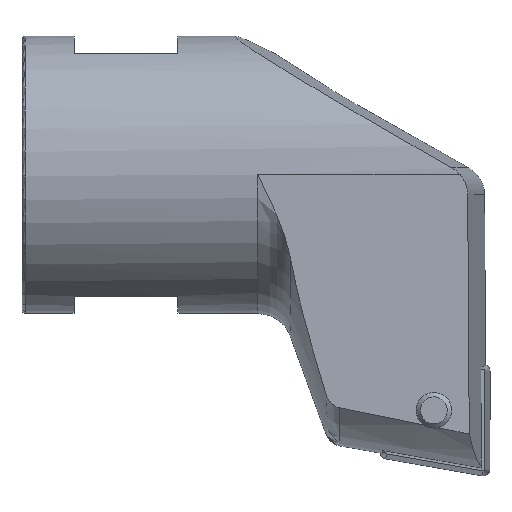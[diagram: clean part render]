
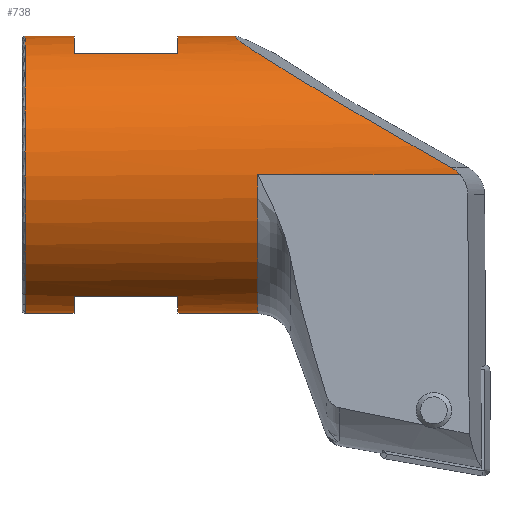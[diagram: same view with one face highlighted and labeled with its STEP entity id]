
A CAD part, front view. The second image highlights one B-rep face of the part: STEP entity #738.
In plain terms, the highlighted cylindrical face has radius 8 mm (diameter 16 mm), a full revolution.
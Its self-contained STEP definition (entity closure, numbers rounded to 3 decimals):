
#29 = FACE_BOUND ( 'NONE', #884, .T. ) ;
#34 = ORIENTED_EDGE ( 'NONE', *, *, #3213, .T. ) ;
#81 = EDGE_CURVE ( 'NONE', #727, #345, #1179, .T. ) ;
#145 = CARTESIAN_POINT ( 'NONE',  ( -24., -3.873, 10.375 ) ) ;
#160 = ORIENTED_EDGE ( 'NONE', *, *, #241, .T. ) ;
#241 = EDGE_CURVE ( 'NONE', #2923, #1905, #1582, .T. ) ;
#244 = EDGE_CURVE ( 'NONE', #2081, #1076, #2298, .T. ) ;
#319 = CARTESIAN_POINT ( 'NONE',  ( -18.786, -1.912, 27.558 ) ) ;
#335 = ORIENTED_EDGE ( 'NONE', *, *, #2118, .F. ) ;
#345 = VERTEX_POINT ( 'NONE', #1307 ) ;
#372 = CIRCLE ( 'NONE', #1856, 8. ) ;
#406 = VERTEX_POINT ( 'NONE', #1031 ) ;
#428 = DIRECTION ( 'NONE',  ( 0., 0., 1. ) ) ;
#505 = VECTOR ( 'NONE', #2019, 1000. ) ;
#522 = AXIS2_PLACEMENT_3D ( 'NONE', #616, #1891, #2866 ) ;
#537 = EDGE_CURVE ( 'NONE', #1449, #1556, #1033, .T. ) ;
#605 = CARTESIAN_POINT ( 'NONE',  ( -12.456, 3.856, 24.384 ) ) ;
#613 = LINE ( 'NONE', #1586, #1336 ) ;
#616 = CARTESIAN_POINT ( 'NONE',  ( -26.8, 0., 17.375 ) ) ;
#670 = FACE_BOUND ( 'NONE', #2078, .T. ) ;
#713 = CARTESIAN_POINT ( 'NONE',  ( -28.597, -3.873, 10.375 ) ) ;
#721 = VERTEX_POINT ( 'NONE', #3033 ) ;
#727 = VERTEX_POINT ( 'NONE', #1143 ) ;
#728 = EDGE_CURVE ( 'NONE', #956, #956, #3238, .T. ) ;
#738 = ADVANCED_FACE ( 'NONE', ( #2483, #1037, #29, #670 ), #2761, .T. ) ;
#747 = CARTESIAN_POINT ( 'NONE',  ( -28.597, 3.873, 10.375 ) ) ;
#797 = EDGE_LOOP ( 'NONE', ( #1992 ) ) ;
#833 = CARTESIAN_POINT ( 'NONE',  ( -28.597, -3.873, 24.375 ) ) ;
#848 = CARTESIAN_POINT ( 'NONE',  ( -18., 3.873, 10.375 ) ) ;
#851 = CARTESIAN_POINT ( 'NONE',  ( -2.204, -7.99, 17.774 ) ) ;
#860 = VECTOR ( 'NONE', #941, 1000. ) ;
#884 = EDGE_LOOP ( 'NONE', ( #1015, #3120, #1234, #1629 ) ) ;
#885 = EDGE_CURVE ( 'NONE', #2762, #2080, #1823, .T. ) ;
#895 = LINE ( 'NONE', #833, #3143 ) ;
#902 = ORIENTED_EDGE ( 'NONE', *, *, #2804, .F. ) ;
#923 = CARTESIAN_POINT ( 'NONE',  ( -1.858, -8., 17.536 ) ) ;
#941 = DIRECTION ( 'NONE',  ( -1., 0., 0. ) ) ;
#956 = VERTEX_POINT ( 'NONE', #2090 ) ;
#1015 = ORIENTED_EDGE ( 'NONE', *, *, #885, .T. ) ;
#1024 = CARTESIAN_POINT ( 'NONE',  ( -24., 3.873, 24.375 ) ) ;
#1031 = CARTESIAN_POINT ( 'NONE',  ( -18., -3.873, 24.375 ) ) ;
#1033 = CIRCLE ( 'NONE', #3241, 8. ) ;
#1037 = FACE_OUTER_BOUND ( 'NONE', #2339, .T. ) ;
#1074 = DIRECTION ( 'NONE',  ( -1., 0., 0. ) ) ;
#1076 = VERTEX_POINT ( 'NONE', #1688 ) ;
#1143 = CARTESIAN_POINT ( 'NONE',  ( -1.719, -8., 17.375 ) ) ;
#1152 = VERTEX_POINT ( 'NONE', #2015 ) ;
#1179 = B_SPLINE_CURVE_WITH_KNOTS ( 'NONE', 3,
 ( #1913, #923, #1890, #2394 ),
 .UNSPECIFIED., .F., .F.,
 ( 4, 4 ),
 ( 0., 0.001 ),
 .UNSPECIFIED. ) ;
#1234 = ORIENTED_EDGE ( 'NONE', *, *, #244, .T. ) ;
#1242 = DIRECTION ( 'NONE',  ( 1., 0., 0. ) ) ;
#1247 = DIRECTION ( 'NONE',  ( -1., 0., 0. ) ) ;
#1254 = DIRECTION ( 'NONE',  ( 0., 0., -1. ) ) ;
#1261 = CARTESIAN_POINT ( 'NONE',  ( -12.456, 3.856, 24.384 ) ) ;
#1297 = EDGE_CURVE ( 'NONE', #2080, #2081, #3273, .T. ) ;
#1307 = CARTESIAN_POINT ( 'NONE',  ( -2.204, -7.99, 17.774 ) ) ;
#1312 = CARTESIAN_POINT ( 'NONE',  ( -24., 0., 17.375 ) ) ;
#1335 = CARTESIAN_POINT ( 'NONE',  ( -13.81, -7.662, 24.35 ) ) ;
#1336 = VECTOR ( 'NONE', #2364, 1000. ) ;
#1449 = VERTEX_POINT ( 'NONE', #1024 ) ;
#1504 = CARTESIAN_POINT ( 'NONE',  ( -13.4, 0., 17.375 ) ) ;
#1527 = CARTESIAN_POINT ( 'NONE',  ( -18.558, 9.958, 14.844 ) ) ;
#1556 = VERTEX_POINT ( 'NONE', #2282 ) ;
#1565 = AXIS2_PLACEMENT_3D ( 'NONE', #1955, #2206, #428 ) ;
#1582 =( BOUNDED_CURVE ( )  B_SPLINE_CURVE ( 3, ( #1261, #3256, #1527, #2754 ),
 .UNSPECIFIED., .F., .F. ) 
 B_SPLINE_CURVE_WITH_KNOTS ( ( 4, 4 ),
 ( 5.215, 7.21 ),
 .UNSPECIFIED. ) 
 CURVE ( )  GEOMETRIC_REPRESENTATION_ITEM ( )  RATIONAL_B_SPLINE_CURVE ( ( 1., 0.695, 0.695, 1. ) ) 
 REPRESENTATION_ITEM ( '' )  );
#1586 = CARTESIAN_POINT ( 'NONE',  ( -52.034, -8., 17.375 ) ) ;
#1604 = CARTESIAN_POINT ( 'NONE',  ( -18., -3.873, 10.375 ) ) ;
#1629 = ORIENTED_EDGE ( 'NONE', *, *, #3252, .T. ) ;
#1688 = CARTESIAN_POINT ( 'NONE',  ( -24., 3.873, 10.375 ) ) ;
#1701 = ORIENTED_EDGE ( 'NONE', *, *, #2856, .F. ) ;
#1724 = DIRECTION ( 'NONE',  ( 1., 0., 0. ) ) ;
#1732 = ORIENTED_EDGE ( 'NONE', *, *, #2848, .F. ) ;
#1798 = CARTESIAN_POINT ( 'NONE',  ( -13.4, 4.8, 10.975 ) ) ;
#1814 = ORIENTED_EDGE ( 'NONE', *, *, #2170, .F. ) ;
#1823 = LINE ( 'NONE', #713, #2027 ) ;
#1856 = AXIS2_PLACEMENT_3D ( 'NONE', #1312, #1074, #2069 ) ;
#1863 = CARTESIAN_POINT ( 'NONE',  ( -12.456, 3.856, 24.384 ) ) ;
#1890 = CARTESIAN_POINT ( 'NONE',  ( -2.019, -7.995, 17.669 ) ) ;
#1891 = DIRECTION ( 'NONE',  ( 1., 0., 0. ) ) ;
#1905 = VERTEX_POINT ( 'NONE', #1798 ) ;
#1913 = CARTESIAN_POINT ( 'NONE',  ( -1.719, -8., 17.375 ) ) ;
#1955 = CARTESIAN_POINT ( 'NONE',  ( -18., 0., 17.375 ) ) ;
#1958 = DIRECTION ( 'NONE',  ( 1., 0., 0. ) ) ;
#1971 = LINE ( 'NONE', #2609, #860 ) ;
#1992 = ORIENTED_EDGE ( 'NONE', *, *, #728, .T. ) ;
#2015 = CARTESIAN_POINT ( 'NONE',  ( -13.4, -8., 17.375 ) ) ;
#2019 = DIRECTION ( 'NONE',  ( -1., 0., 0. ) ) ;
#2027 = VECTOR ( 'NONE', #1724, 1000. ) ;
#2069 = DIRECTION ( 'NONE',  ( 0., 0., 1. ) ) ;
#2078 = EDGE_LOOP ( 'NONE', ( #3103, #902, #335, #1732 ) ) ;
#2080 = VERTEX_POINT ( 'NONE', #1604 ) ;
#2081 = VERTEX_POINT ( 'NONE', #848 ) ;
#2090 = CARTESIAN_POINT ( 'NONE',  ( -26.8, 0., 9.375 ) ) ;
#2118 = EDGE_CURVE ( 'NONE', #406, #721, #3016, .T. ) ;
#2127 = DIRECTION ( 'NONE',  ( 1., 0., 0. ) ) ;
#2144 = ORIENTED_EDGE ( 'NONE', *, *, #81, .T. ) ;
#2170 = EDGE_CURVE ( 'NONE', #727, #1152, #613, .T. ) ;
#2206 = DIRECTION ( 'NONE',  ( -1., 0., 0. ) ) ;
#2254 = CARTESIAN_POINT ( 'NONE',  ( -24., 0., 17.375 ) ) ;
#2282 = CARTESIAN_POINT ( 'NONE',  ( -24., -3.873, 24.375 ) ) ;
#2298 = LINE ( 'NONE', #747, #505 ) ;
#2318 = AXIS2_PLACEMENT_3D ( 'NONE', #2878, #2389, #2816 ) ;
#2339 = EDGE_LOOP ( 'NONE', ( #34, #1814, #2144, #1701, #160 ) ) ;
#2364 = DIRECTION ( 'NONE',  ( -1., 0., 0. ) ) ;
#2389 = DIRECTION ( 'NONE',  ( -1., 0., 0. ) ) ;
#2394 = CARTESIAN_POINT ( 'NONE',  ( -2.204, -7.99, 17.774 ) ) ;
#2450 = DIRECTION ( 'NONE',  ( 0., 0., -1. ) ) ;
#2483 = FACE_OUTER_BOUND ( 'NONE', #797, .T. ) ;
#2609 = CARTESIAN_POINT ( 'NONE',  ( -28.597, 3.873, 24.375 ) ) ;
#2660 = AXIS2_PLACEMENT_3D ( 'NONE', #1504, #1247, #3012 ) ;
#2754 = CARTESIAN_POINT ( 'NONE',  ( -13.4, 4.8, 10.975 ) ) ;
#2761 = CYLINDRICAL_SURFACE ( 'NONE', #2318, 8. ) ;
#2762 = VERTEX_POINT ( 'NONE', #145 ) ;
#2804 = EDGE_CURVE ( 'NONE', #721, #1449, #1971, .T. ) ;
#2816 = DIRECTION ( 'NONE',  ( 0., 0., 1. ) ) ;
#2848 = EDGE_CURVE ( 'NONE', #1556, #406, #895, .T. ) ;
#2856 = EDGE_CURVE ( 'NONE', #2923, #345, #3000, .T. ) ;
#2866 = DIRECTION ( 'NONE',  ( 0., 0., -1. ) ) ;
#2878 = CARTESIAN_POINT ( 'NONE',  ( -28.597, 0., 17.375 ) ) ;
#2923 = VERTEX_POINT ( 'NONE', #1863 ) ;
#2951 = CIRCLE ( 'NONE', #2660, 8. ) ;
#2956 = CARTESIAN_POINT ( 'NONE',  ( -18., 0., 17.375 ) ) ;
#3000 =( BOUNDED_CURVE ( )  B_SPLINE_CURVE ( 3, ( #605, #319, #1335, #851 ),
 .UNSPECIFIED., .F., .F. ) 
 B_SPLINE_CURVE_WITH_KNOTS ( ( 4, 4 ),
 ( 5.711, 7.735 ),
 .UNSPECIFIED. ) 
 CURVE ( )  GEOMETRIC_REPRESENTATION_ITEM ( )  RATIONAL_B_SPLINE_CURVE ( ( 1., 0.687, 0.687, 1. ) ) 
 REPRESENTATION_ITEM ( '' )  );
#3012 = DIRECTION ( 'NONE',  ( 0., 0., 1. ) ) ;
#3016 = CIRCLE ( 'NONE', #1565, 8. ) ;
#3033 = CARTESIAN_POINT ( 'NONE',  ( -18., 3.873, 24.375 ) ) ;
#3103 = ORIENTED_EDGE ( 'NONE', *, *, #537, .F. ) ;
#3120 = ORIENTED_EDGE ( 'NONE', *, *, #1297, .T. ) ;
#3143 = VECTOR ( 'NONE', #2127, 1000. ) ;
#3213 = EDGE_CURVE ( 'NONE', #1905, #1152, #2951, .T. ) ;
#3219 = AXIS2_PLACEMENT_3D ( 'NONE', #2956, #1958, #2450 ) ;
#3238 = CIRCLE ( 'NONE', #522, 8. ) ;
#3241 = AXIS2_PLACEMENT_3D ( 'NONE', #2254, #1242, #1254 ) ;
#3252 = EDGE_CURVE ( 'NONE', #1076, #2762, #372, .T. ) ;
#3256 = CARTESIAN_POINT ( 'NONE',  ( -18.106, 9.506, 21.276 ) ) ;
#3273 = CIRCLE ( 'NONE', #3219, 8. ) ;
